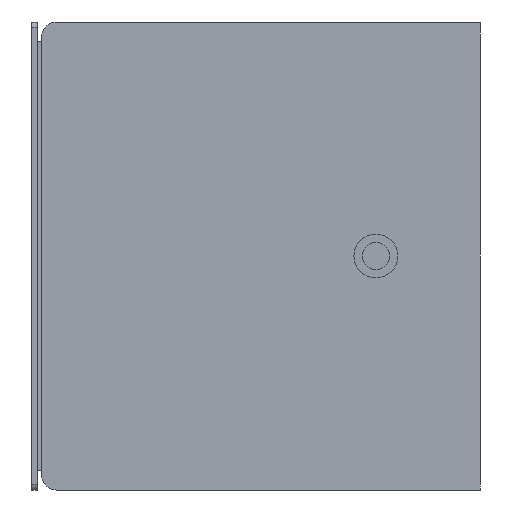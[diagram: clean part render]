
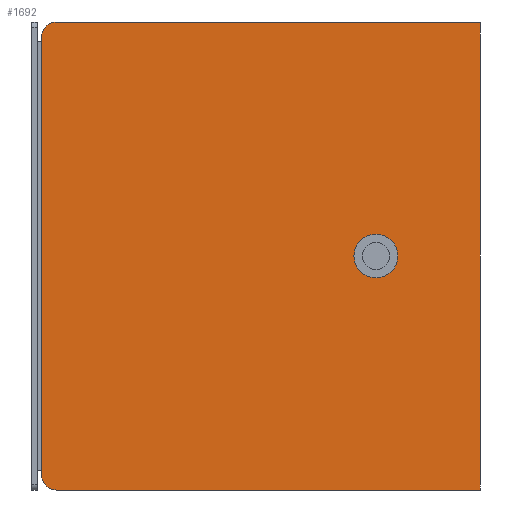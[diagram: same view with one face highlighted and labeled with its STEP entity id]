
A CAD part, left-side view. The second image highlights one B-rep face of the part: STEP entity #1692.
In plain terms, the highlighted planar face has unit normal (-1, 0, 0).
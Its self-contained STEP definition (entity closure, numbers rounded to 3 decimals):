
#79 = ORIENTED_EDGE ( 'NONE', *, *, #2241, .T. ) ;
#165 = EDGE_LOOP ( 'NONE', ( #79, #1489, #1904, #1436, #459, #2359 ) ) ;
#197 = EDGE_CURVE ( 'NONE', #1820, #2347, #537, .T. ) ;
#251 = EDGE_CURVE ( 'NONE', #591, #1267, #1378, .T. ) ;
#280 = VECTOR ( 'NONE', #1745, 1000. ) ;
#283 = PLANE ( 'NONE',  #1678 ) ;
#395 = CARTESIAN_POINT ( 'NONE',  ( -265., -10., 160. ) ) ;
#402 = FACE_BOUND ( 'NONE', #1533, .T. ) ;
#418 = VECTOR ( 'NONE', #1524, 1000. ) ;
#459 = ORIENTED_EDGE ( 'NONE', *, *, #1797, .F. ) ;
#518 = CARTESIAN_POINT ( 'NONE',  ( -265., -7., 150. ) ) ;
#537 = LINE ( 'NONE', #978, #1496 ) ;
#556 = CARTESIAN_POINT ( 'NONE',  ( -265., -17., 150. ) ) ;
#591 = VERTEX_POINT ( 'NONE', #518 ) ;
#632 = CARTESIAN_POINT ( 'NONE',  ( -265., -7., 160. ) ) ;
#658 = CARTESIAN_POINT ( 'NONE',  ( -265., -235.5, 0. ) ) ;
#659 = CARTESIAN_POINT ( 'NONE',  ( -265., -10., 160. ) ) ;
#725 = CARTESIAN_POINT ( 'NONE',  ( -265., -17., 160. ) ) ;
#747 = VERTEX_POINT ( 'NONE', #946 ) ;
#749 = DIRECTION ( 'NONE',  ( 0., 0., -1. ) ) ;
#750 = CARTESIAN_POINT ( 'NONE',  ( -265., -17., -150. ) ) ;
#832 = LINE ( 'NONE', #395, #1190 ) ;
#835 = FACE_OUTER_BOUND ( 'NONE', #165, .T. ) ;
#844 = DIRECTION ( 'NONE',  ( 0., 0., -1. ) ) ;
#922 = DIRECTION ( 'NONE',  ( 0., 0., -1. ) ) ;
#932 = VERTEX_POINT ( 'NONE', #725 ) ;
#946 = CARTESIAN_POINT ( 'NONE',  ( -265., -235.5, -15. ) ) ;
#971 = EDGE_CURVE ( 'NONE', #932, #591, #1914, .T. ) ;
#978 = CARTESIAN_POINT ( 'NONE',  ( -265., -307., -222.65 ) ) ;
#1009 = CIRCLE ( 'NONE', #1617, 15. ) ;
#1025 = DIRECTION ( 'NONE',  ( 0., 0., -1. ) ) ;
#1035 = CARTESIAN_POINT ( 'NONE',  ( -265., -10., -160. ) ) ;
#1135 = EDGE_CURVE ( 'NONE', #747, #747, #1009, .T. ) ;
#1190 = VECTOR ( 'NONE', #2227, 1000. ) ;
#1215 = VERTEX_POINT ( 'NONE', #2134 ) ;
#1239 = CARTESIAN_POINT ( 'NONE',  ( -265., -7., -150. ) ) ;
#1267 = VERTEX_POINT ( 'NONE', #1239 ) ;
#1337 = DIRECTION ( 'NONE',  ( 0., 0., 1. ) ) ;
#1378 = LINE ( 'NONE', #632, #418 ) ;
#1436 = ORIENTED_EDGE ( 'NONE', *, *, #1592, .T. ) ;
#1489 = ORIENTED_EDGE ( 'NONE', *, *, #971, .T. ) ;
#1496 = VECTOR ( 'NONE', #1337, 1000. ) ;
#1524 = DIRECTION ( 'NONE',  ( 0., 0., -1. ) ) ;
#1533 = EDGE_LOOP ( 'NONE', ( #2034 ) ) ;
#1592 = EDGE_CURVE ( 'NONE', #1267, #1215, #2075, .T. ) ;
#1617 = AXIS2_PLACEMENT_3D ( 'NONE', #658, #1918, #844 ) ;
#1678 = AXIS2_PLACEMENT_3D ( 'NONE', #659, #2108, #1025 ) ;
#1692 = ADVANCED_FACE ( 'NONE', ( #402, #835 ), #283, .F. ) ;
#1745 = DIRECTION ( 'NONE',  ( 0., 1., 0. ) ) ;
#1762 = CARTESIAN_POINT ( 'NONE',  ( -265., -307., -160. ) ) ;
#1797 = EDGE_CURVE ( 'NONE', #1820, #1215, #2239, .T. ) ;
#1815 = DIRECTION ( 'NONE',  ( -1., 0., 0. ) ) ;
#1820 = VERTEX_POINT ( 'NONE', #1762 ) ;
#1904 = ORIENTED_EDGE ( 'NONE', *, *, #251, .T. ) ;
#1914 = CIRCLE ( 'NONE', #2282, 10. ) ;
#1918 = DIRECTION ( 'NONE',  ( -1., 0., 0. ) ) ;
#2006 = DIRECTION ( 'NONE',  ( -1., 0., 0. ) ) ;
#2034 = ORIENTED_EDGE ( 'NONE', *, *, #1135, .F. ) ;
#2075 = CIRCLE ( 'NONE', #2353, 10. ) ;
#2108 = DIRECTION ( 'NONE',  ( 1., 0., 0. ) ) ;
#2134 = CARTESIAN_POINT ( 'NONE',  ( -265., -17., -160. ) ) ;
#2189 = CARTESIAN_POINT ( 'NONE',  ( -265., -307., 160. ) ) ;
#2227 = DIRECTION ( 'NONE',  ( 0., 1., 0. ) ) ;
#2239 = LINE ( 'NONE', #1035, #280 ) ;
#2241 = EDGE_CURVE ( 'NONE', #2347, #932, #832, .T. ) ;
#2282 = AXIS2_PLACEMENT_3D ( 'NONE', #556, #1815, #749 ) ;
#2347 = VERTEX_POINT ( 'NONE', #2189 ) ;
#2353 = AXIS2_PLACEMENT_3D ( 'NONE', #750, #2006, #922 ) ;
#2359 = ORIENTED_EDGE ( 'NONE', *, *, #197, .T. ) ;
